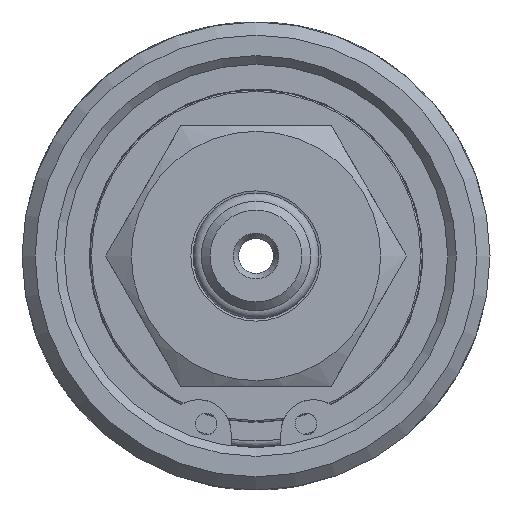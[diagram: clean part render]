
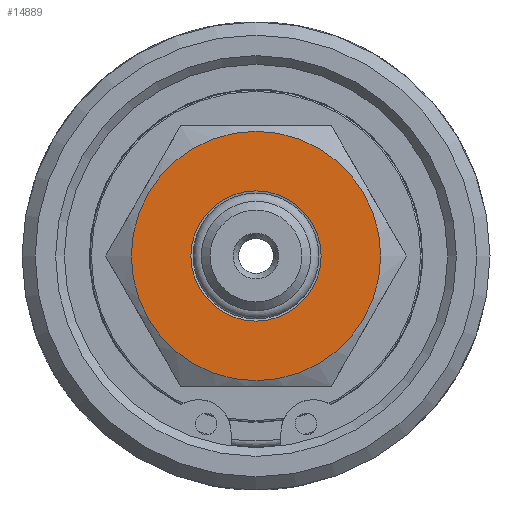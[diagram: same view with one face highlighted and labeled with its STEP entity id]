
A CAD part, left-side view. The second image highlights one B-rep face of the part: STEP entity #14889.
In plain terms, the highlighted planar face has unit normal (-1, 0, 0).
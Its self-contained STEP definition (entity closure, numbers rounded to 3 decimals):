
#14862=CARTESIAN_POINT('',(14.5,-9.632,0.0));
#14863=DIRECTION('',(1.0,0.0,0.0));
#14864=DIRECTION('',(0.0,0.0,-1.0));
#14865=AXIS2_PLACEMENT_3D('',#14862,#14863,#14864);
#14866=PLANE('',#14865);
#14867=CARTESIAN_POINT('',(14.5,-11.4,0.0));
#14868=VERTEX_POINT('',#14867);
#14869=CARTESIAN_POINT('',(14.5,0.0,0.0));
#14870=DIRECTION('',(-1.0,0.0,0.0));
#14871=DIRECTION('',(0.0,-1.0,0.0));
#14872=AXIS2_PLACEMENT_3D('',#14869,#14870,#14871);
#14873=CIRCLE('',#14872,11.4);
#14874=EDGE_CURVE('',#14868,#14868,#14873,.T.);
#14875=ORIENTED_EDGE('',*,*,#14874,.T.);
#14876=EDGE_LOOP('',(#14875));
#14877=FACE_OUTER_BOUND('',#14876,.T.);
#14878=CARTESIAN_POINT('',(14.5,0.0,5.957));
#14879=VERTEX_POINT('',#14878);
#14880=CARTESIAN_POINT('',(14.5,0.0,0.0));
#14881=DIRECTION('',(1.0,0.0,0.0));
#14882=DIRECTION('',(0.0,0.0,1.0));
#14883=AXIS2_PLACEMENT_3D('',#14880,#14881,#14882);
#14884=CIRCLE('',#14883,5.957);
#14885=EDGE_CURVE('',#14879,#14879,#14884,.T.);
#14886=ORIENTED_EDGE('',*,*,#14885,.T.);
#14887=EDGE_LOOP('',(#14886));
#14888=FACE_BOUND('',#14887,.T.);
#14889=ADVANCED_FACE('',(#14877,#14888),#14866,.F.);
